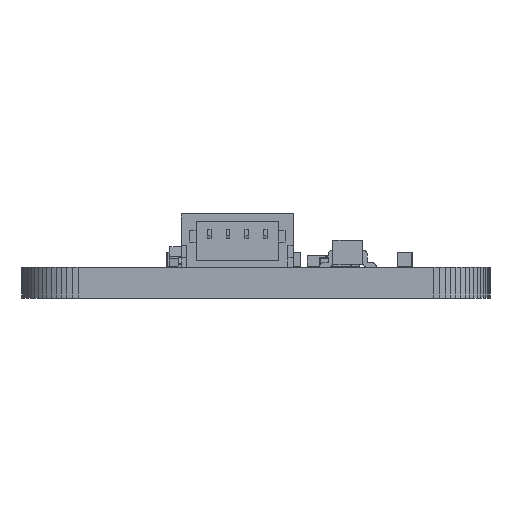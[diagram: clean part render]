
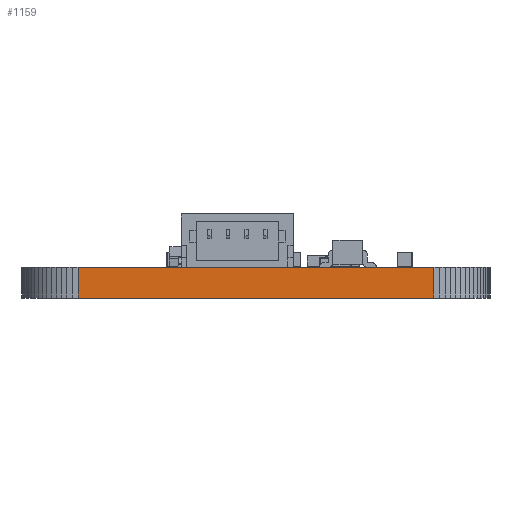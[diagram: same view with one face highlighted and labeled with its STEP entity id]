
A CAD part, left-side view. The second image highlights one B-rep face of the part: STEP entity #1159.
In plain terms, the highlighted planar face has unit normal (-1, 0, 0).
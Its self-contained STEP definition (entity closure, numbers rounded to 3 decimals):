
#1103 = VERTEX_POINT('',#1104);
#1104 = CARTESIAN_POINT('',(0.,-3.,0.82));
#1110 = EDGE_CURVE('',#1111,#1103,#1113,.T.);
#1111 = VERTEX_POINT('',#1112);
#1112 = CARTESIAN_POINT('',(0.,-3.,-0.82));
#1113 = LINE('',#1114,#1115);
#1114 = CARTESIAN_POINT('',(0.,-3.,-0.82));
#1115 = VECTOR('',#1116,1.);
#1116 = DIRECTION('',(0.,0.,1.));
#1159 = ADVANCED_FACE('',(#1160),#1185,.F.);
#1160 = FACE_BOUND('',#1161,.F.);
#1161 = EDGE_LOOP('',(#1162,#1163,#1171,#1179));
#1162 = ORIENTED_EDGE('',*,*,#1110,.T.);
#1163 = ORIENTED_EDGE('',*,*,#1164,.T.);
#1164 = EDGE_CURVE('',#1103,#1165,#1167,.T.);
#1165 = VERTEX_POINT('',#1166);
#1166 = CARTESIAN_POINT('',(0.,-22.,0.82));
#1167 = LINE('',#1168,#1169);
#1168 = CARTESIAN_POINT('',(0.,-3.,0.82));
#1169 = VECTOR('',#1170,1.);
#1170 = DIRECTION('',(0.,-1.,0.));
#1171 = ORIENTED_EDGE('',*,*,#1172,.F.);
#1172 = EDGE_CURVE('',#1173,#1165,#1175,.T.);
#1173 = VERTEX_POINT('',#1174);
#1174 = CARTESIAN_POINT('',(0.,-22.,-0.82));
#1175 = LINE('',#1176,#1177);
#1176 = CARTESIAN_POINT('',(0.,-22.,-0.82));
#1177 = VECTOR('',#1178,1.);
#1178 = DIRECTION('',(0.,0.,1.));
#1179 = ORIENTED_EDGE('',*,*,#1180,.F.);
#1180 = EDGE_CURVE('',#1111,#1173,#1181,.T.);
#1181 = LINE('',#1182,#1183);
#1182 = CARTESIAN_POINT('',(0.,-3.,-0.82));
#1183 = VECTOR('',#1184,1.);
#1184 = DIRECTION('',(0.,-1.,0.));
#1185 = PLANE('',#1186);
#1186 = AXIS2_PLACEMENT_3D('',#1187,#1188,#1189);
#1187 = CARTESIAN_POINT('',(0.,-3.,-0.82));
#1188 = DIRECTION('',(1.,0.,0.));
#1189 = DIRECTION('',(0.,-1.,0.));
